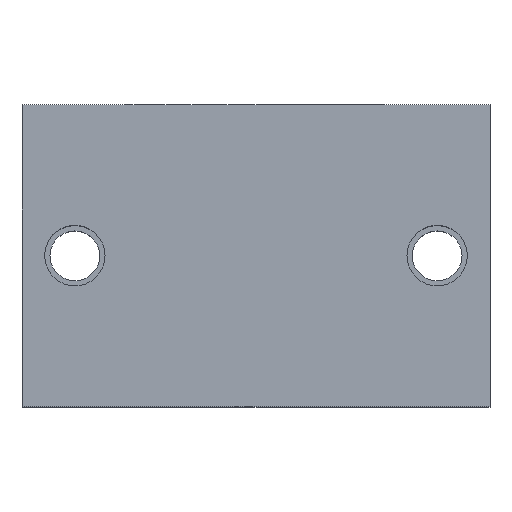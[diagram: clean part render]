
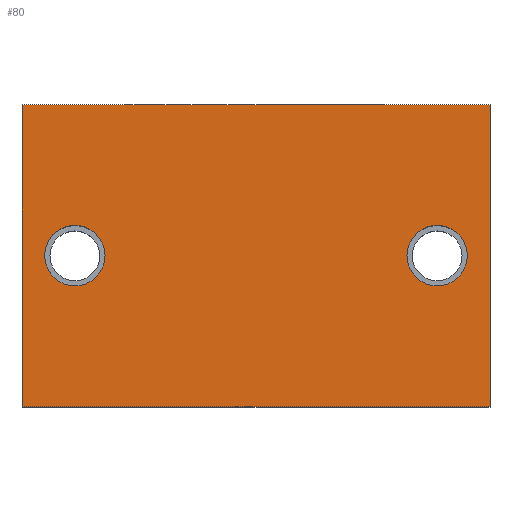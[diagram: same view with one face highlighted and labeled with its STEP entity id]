
A CAD part, top view. The second image highlights one B-rep face of the part: STEP entity #80.
In plain terms, the highlighted planar face has unit normal (0, 0, 1).
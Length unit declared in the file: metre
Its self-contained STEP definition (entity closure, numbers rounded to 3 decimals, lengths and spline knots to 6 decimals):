
#80 = ADVANCED_FACE( '', ( #172, #173, #174 ), #175, .T. );
#172 = FACE_BOUND( '', #259, .T. );
#173 = FACE_OUTER_BOUND( '', #260, .T. );
#174 = FACE_BOUND( '', #261, .T. );
#175 = PLANE( '', #262 );
#259 = EDGE_LOOP( '', ( #401 ) );
#260 = EDGE_LOOP( '', ( #402, #403, #404, #405 ) );
#261 = EDGE_LOOP( '', ( #406 ) );
#262 = AXIS2_PLACEMENT_3D( '', #407, #408, #409 );
#401 = ORIENTED_EDGE( '', *, *, #454, .T. );
#402 = ORIENTED_EDGE( '', *, *, #458, .F. );
#403 = ORIENTED_EDGE( '', *, *, #467, .F. );
#404 = ORIENTED_EDGE( '', *, *, #433, .T. );
#405 = ORIENTED_EDGE( '', *, *, #452, .T. );
#406 = ORIENTED_EDGE( '', *, *, #418, .T. );
#407 = CARTESIAN_POINT( '', ( -0.031, -0.02, 0.027 ) );
#408 = DIRECTION( '', ( 0., 0., 1. ) );
#409 = DIRECTION( '', ( 1., 0., 0. ) );
#418 = EDGE_CURVE( '', #473, #473, #474, .T. );
#433 = EDGE_CURVE( '', #500, #498, #501, .T. );
#452 = EDGE_CURVE( '', #498, #527, #529, .T. );
#454 = EDGE_CURVE( '', #531, #531, #532, .T. );
#458 = EDGE_CURVE( '', #536, #527, #538, .T. );
#467 = EDGE_CURVE( '', #500, #536, #549, .T. );
#473 = VERTEX_POINT( '', #555 );
#474 = CIRCLE( '', #556, 0.004 );
#498 = VERTEX_POINT( '', #583 );
#500 = VERTEX_POINT( '', #586 );
#501 = LINE( '', #587, #588 );
#527 = VERTEX_POINT( '', #685 );
#529 = LINE( '', #688, #689 );
#531 = VERTEX_POINT( '', #691 );
#532 = CIRCLE( '', #692, 0.004 );
#536 = VERTEX_POINT( '', #697 );
#538 = LINE( '', #700, #701 );
#549 = LINE( '', #713, #714 );
#555 = CARTESIAN_POINT( '', ( -0.024, 0.004, 0.027 ) );
#556 = AXIS2_PLACEMENT_3D( '', #720, #721, #722 );
#583 = CARTESIAN_POINT( '', ( 0.031, -0.02, 0.027 ) );
#586 = CARTESIAN_POINT( '', ( -0.031, -0.02, 0.027 ) );
#587 = CARTESIAN_POINT( '', ( -0.031, -0.02, 0.027 ) );
#588 = VECTOR( '', #745, 1. );
#685 = CARTESIAN_POINT( '', ( 0.031, 0.02, 0.027 ) );
#688 = CARTESIAN_POINT( '', ( 0.031, -0.02, 0.027 ) );
#689 = VECTOR( '', #765, 1. );
#691 = CARTESIAN_POINT( '', ( 0.024, 0.004, 0.027 ) );
#692 = AXIS2_PLACEMENT_3D( '', #766, #767, #768 );
#697 = CARTESIAN_POINT( '', ( -0.031, 0.02, 0.027 ) );
#700 = CARTESIAN_POINT( '', ( -0.031, 0.02, 0.027 ) );
#701 = VECTOR( '', #771, 1. );
#713 = CARTESIAN_POINT( '', ( -0.031, -0.02, 0.027 ) );
#714 = VECTOR( '', #779, 1. );
#720 = CARTESIAN_POINT( '', ( -0.024, 0., 0.027 ) );
#721 = DIRECTION( '', ( 0., 0., -1. ) );
#722 = DIRECTION( '', ( 0., 1., 0. ) );
#745 = DIRECTION( '', ( 1., 0., 0. ) );
#765 = DIRECTION( '', ( 0., 1., 0. ) );
#766 = CARTESIAN_POINT( '', ( 0.024, 0., 0.027 ) );
#767 = DIRECTION( '', ( 0., 0., -1. ) );
#768 = DIRECTION( '', ( 0., 1., 0. ) );
#771 = DIRECTION( '', ( 1., 0., 0. ) );
#779 = DIRECTION( '', ( 0., 1., 0. ) );
